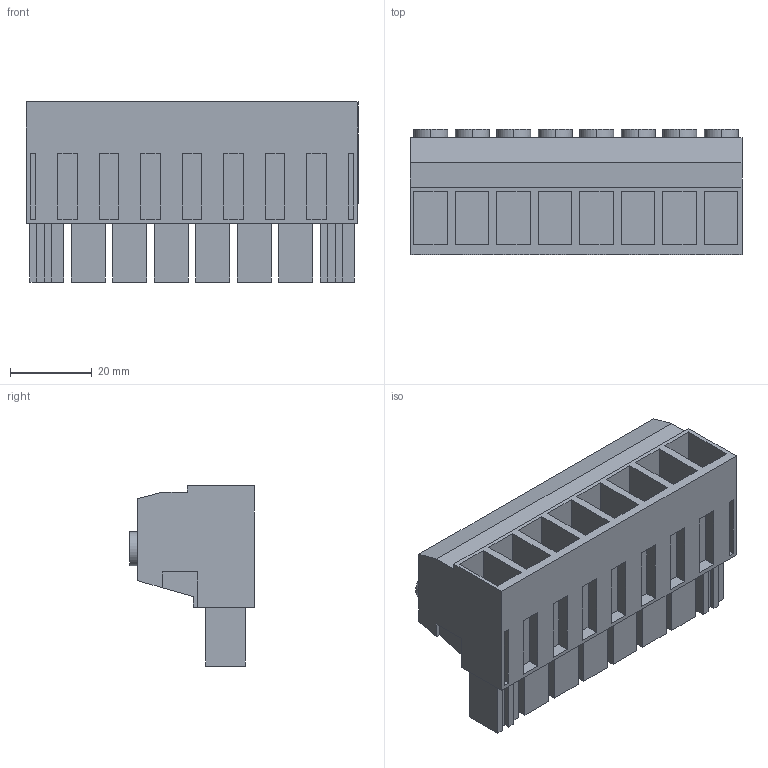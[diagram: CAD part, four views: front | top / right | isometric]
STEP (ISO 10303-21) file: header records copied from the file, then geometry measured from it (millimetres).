
FILE_DESCRIPTION(('CATIA V5 STEP Exchange','CAx-IF Rec.Pracs.--- Model Styling and Organization---1.2---2011-12-15'),'2;1');
FILE_NAME ('D1459166_0_1924600000_1924600000.stp','2017-04-28T06:32:55+00:00',('none'),('Weidmueller'),'CATIA Version 5-6 Release 2014','CATIA V5 STEP AP214','none');
FILE_SCHEMA(('AUTOMOTIVE_DESIGN { 1 0 10303 214 1 1 1 1 }'));
Length unit declared in the file: millimetre
Products named in the file (1): 1924600000
Bounding box: 81.28 x 30.6 x 44.1 mm (x, y, z)
Volume: 56427.8 mm3; surface area: 24459.8 mm2
Topology: 9 solids, 9 shells, 514 faces, 1373 edges, 934 vertices
Faces by surface type: plane 466, cylinder 48
Entity records: 15066 total; most frequent: CARTESIAN_POINT 2961, ORIENTED_EDGE 2746, DIRECTION 1982, EDGE_CURVE 1373, VECTOR 1245, LINE 1245, VERTEX_POINT 934, EDGE_LOOP 571
